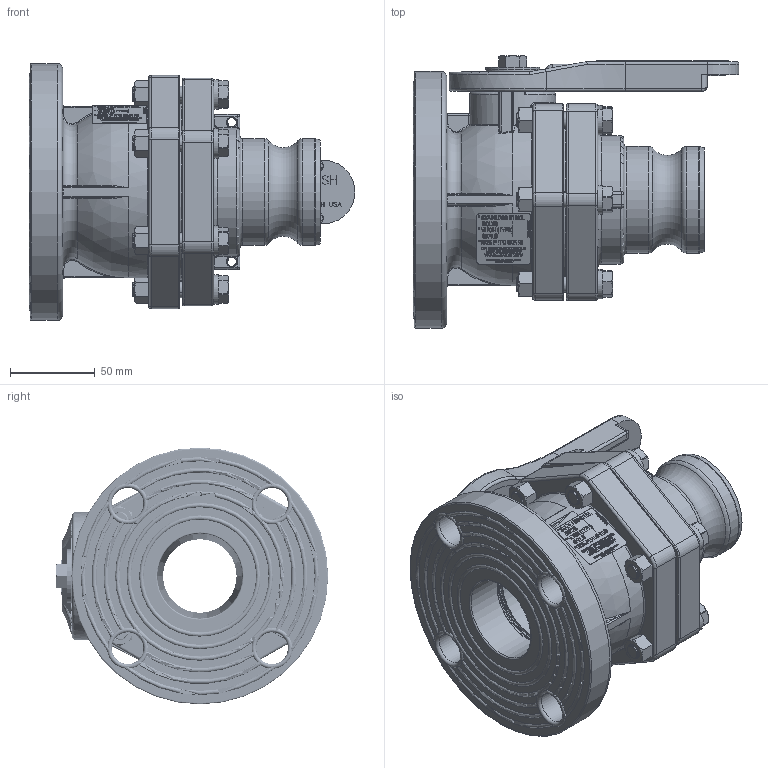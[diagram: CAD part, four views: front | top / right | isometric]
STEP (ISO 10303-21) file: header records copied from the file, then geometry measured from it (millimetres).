
FILE_DESCRIPTION(/* description */ ('2" Full Port Male Coupler X 2" ANSI Flange'),/* implementation_level */ '2;1');
FILE_NAME(/* name */ 'VSF200FPAF.stp',/* time_stamp */ '2016-10-18T10:56:12-04:00',/* author */ ('MEG'),/* organization */ (''),/* preprocessor_version */ 'ST-DEVELOPER v16.5',/* originating_system */ 'Autodesk Inventor 2017',/* authorisation */ '');
FILE_SCHEMA (('AUTOMOTIVE_DESIGN { 1 0 10303 214 3 1 1 }'));
Products named in the file (22): VSF200FPAF; V25255A; V25255AM; V25255AX; V25020; VS25151B; V25151BX; V25121; V20019; V25258A; V20010SS; V25264; V25153SH; V25160; V25163; V20018; VF25256AF; VXF25256; V25245; V25245X; V25245X_1; VL1001
Assembly tree (37 placements, depth 4):
  VSF200FPAF
    V25255A
      V25255AM
        V25255AX
    V25020
    VS25151B
      V25151BX
    V25121
    V20019  x6
    V25258A  x2
    V20010SS  x6
    V25264
    V25153SH
    V25160
    V25163
    V20018  x6
    VF25256AF
      VXF25256
    V25245
      V25245X
        V25245X_1
        VL1001
Bounding box: 192.46 x 160.86 x 151.64 mm (x, y, z)
Volume: 1100459.2 mm3; surface area: 271871.8 mm2
Topology: 31 solids, 31 shells, 5002 faces, 12573 edges, 7934 vertices
Faces by surface type: plane 2420, bspline 936, cylinder 815, cone 650, torus 146, sphere 35
Full cylindrical faces by diameter (mm): 5.334 x2, 7.798 x1, 9.525 x1, 10.312 x1, 11.176 x12, 14.275 x1, 19.05 x4, 25.4 x1, 25.527 x1, 25.806 x1, 31.496 x1, 31.521 x1, 31.75 x2, 36.525 x1, 37.084 x1, 50.292 x1, 52.07 x3, 55.499 x2, 56.769 x2, 60.579 x2, 63.017 x2, 64.77 x2, 64.922 x1, 65.024 x1, 84.709 x1, 99.441 x1, 104.14 x1, 151.638 x1
Entity records: 127739 total; most frequent: CARTESIAN_POINT 37671, ORIENTED_EDGE 20106, DIRECTION 15100, EDGE_CURVE 10053, LINE 6964, VECTOR 6964, VERTEX_POINT 6600, EDGE_LOOP 4335
